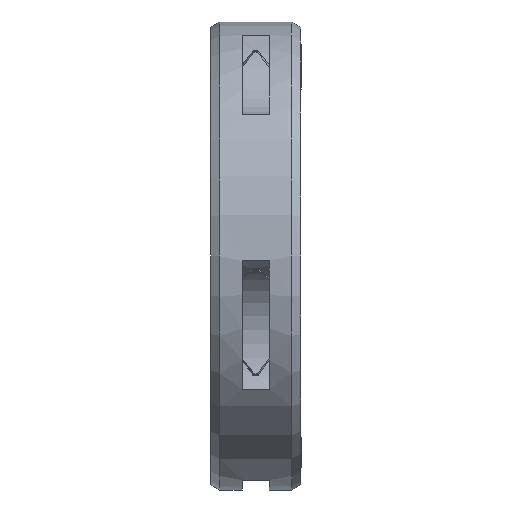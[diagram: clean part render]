
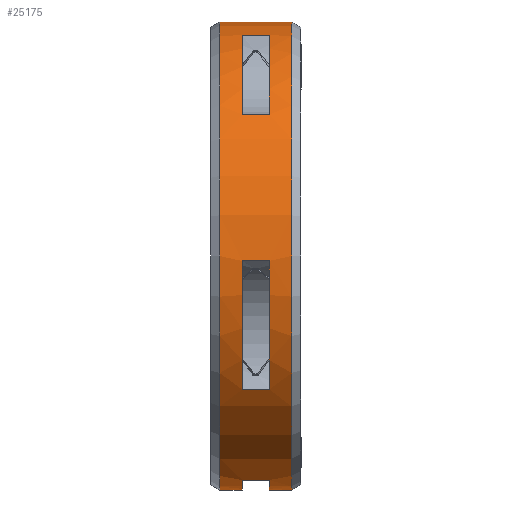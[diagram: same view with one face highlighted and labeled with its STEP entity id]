
A CAD part, left-side view. The second image highlights one B-rep face of the part: STEP entity #25175.
In plain terms, the highlighted cylindrical face has radius 26 mm (diameter 52 mm), a partial arc.
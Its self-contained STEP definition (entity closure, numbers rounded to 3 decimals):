
#23812=CARTESIAN_POINT('',(0.,-1.5,0.));
#23813=DIRECTION('',(0.,-1.,0.));
#23814=DIRECTION('',(-0.289,0.,-0.957));
#23815=AXIS2_PLACEMENT_3D('',#23812,#23813,#23814);
#23820=DIRECTION('',(0.,-1.,0.));
#23821=VECTOR('',#23820,3.);
#23822=CARTESIAN_POINT('',(-7.506,1.5,-24.893));
#23823=LINE('',#23822,#23821);
#23827=CARTESIAN_POINT('',(0.,1.5,0.));
#23828=DIRECTION('',(0.,-1.,0.));
#23829=DIRECTION('',(-0.289,0.,-0.957));
#23830=AXIS2_PLACEMENT_3D('',#23827,#23828,#23829);
#23835=DIRECTION('',(0.,1.,0.));
#23836=VECTOR('',#23835,2.5);
#23837=CARTESIAN_POINT('',(0.,1.5,-26.));
#23838=LINE('',#23837,#23836);
#23842=DIRECTION('',(0.,1.,0.));
#23843=VECTOR('',#23842,8.);
#23844=CARTESIAN_POINT('',(0.,-4.,26.));
#23845=LINE('',#23844,#23843);
#23849=CARTESIAN_POINT('',(0.,-4.,0.));
#23850=DIRECTION('',(0.,1.,0.));
#23851=DIRECTION('',(0.,0.,-1.));
#23852=AXIS2_PLACEMENT_3D('',#23849,#23850,#23851);
#23857=DIRECTION('',(0.,1.,0.));
#23858=VECTOR('',#23857,2.5);
#23859=CARTESIAN_POINT('',(0.,-4.,-26.));
#23860=LINE('',#23859,#23858);
#23864=CARTESIAN_POINT('',(0.,-1.5,0.));
#23865=DIRECTION('',(0.,-1.,0.));
#23866=DIRECTION('',(-0.329,0.,0.944));
#23867=AXIS2_PLACEMENT_3D('',#23864,#23865,#23866);
#23872=DIRECTION('',(0.,-1.,0.));
#23873=VECTOR('',#23872,3.);
#23874=CARTESIAN_POINT('',(-8.559,1.5,24.551));
#23875=LINE('',#23874,#23873);
#23879=CARTESIAN_POINT('',(0.,1.5,0.));
#23880=DIRECTION('',(0.,-1.,0.));
#23881=DIRECTION('',(-0.329,0.,0.944));
#23882=AXIS2_PLACEMENT_3D('',#23879,#23880,#23881);
#23887=DIRECTION('',(0.,-1.,0.));
#23888=VECTOR('',#23887,3.);
#23889=CARTESIAN_POINT('',(-20.704,1.5,15.727));
#23890=LINE('',#23889,#23888);
#23894=CARTESIAN_POINT('',(0.,-1.5,0.));
#23895=DIRECTION('',(0.,-1.,0.));
#23896=DIRECTION('',(-1.,0.,-0.021));
#23897=AXIS2_PLACEMENT_3D('',#23894,#23895,#23896);
#23902=DIRECTION('',(0.,-1.,0.));
#23903=VECTOR('',#23902,3.);
#23904=CARTESIAN_POINT('',(-25.994,1.5,-0.553));
#23905=LINE('',#23904,#23903);
#23909=CARTESIAN_POINT('',(0.,1.5,0.));
#23910=DIRECTION('',(0.,-1.,0.));
#23911=DIRECTION('',(-1.,0.,-0.021));
#23912=AXIS2_PLACEMENT_3D('',#23909,#23910,#23911);
#23917=DIRECTION('',(0.,-1.,0.));
#23918=VECTOR('',#23917,3.);
#23919=CARTESIAN_POINT('',(-21.355,1.5,-14.831));
#23920=LINE('',#23919,#23918);
#24238=CARTESIAN_POINT('',(0.,4.,0.));
#24239=DIRECTION('',(0.,1.,0.));
#24240=DIRECTION('',(0.,0.,-1.));
#24241=AXIS2_PLACEMENT_3D('',#24238,#24239,#24240);
#24461=CARTESIAN_POINT('',(0.,-4.,-26.));
#24463=VERTEX_POINT('',#24461);
#24464=CARTESIAN_POINT('',(0.,4.,-26.));
#24466=VERTEX_POINT('',#24464);
#24493=CARTESIAN_POINT('',(0.,-4.,26.));
#24495=VERTEX_POINT('',#24493);
#24496=CARTESIAN_POINT('',(0.,4.,26.));
#24497=VERTEX_POINT('',#24496);
#24510=CARTESIAN_POINT('',(0.,-1.5,-26.));
#24512=VERTEX_POINT('',#24510);
#24514=CARTESIAN_POINT('',(0.,1.5,-26.));
#24516=VERTEX_POINT('',#24514);
#24524=CARTESIAN_POINT('',(-7.506,-1.5,-24.893));
#24525=VERTEX_POINT('',#24524);
#24526=CARTESIAN_POINT('',(-7.506,1.5,-24.893));
#24527=VERTEX_POINT('',#24526);
#24580=CARTESIAN_POINT('',(-8.559,-1.5,24.551));
#24581=CARTESIAN_POINT('',(-20.704,-1.5,15.727));
#24582=VERTEX_POINT('',#24580);
#24583=VERTEX_POINT('',#24581);
#24584=CARTESIAN_POINT('',(-8.559,1.5,24.551));
#24585=CARTESIAN_POINT('',(-20.704,1.5,15.727));
#24586=VERTEX_POINT('',#24584);
#24587=VERTEX_POINT('',#24585);
#24600=CARTESIAN_POINT('',(-25.994,-1.5,-0.553));
#24601=CARTESIAN_POINT('',(-21.355,-1.5,-14.831));
#24602=VERTEX_POINT('',#24600);
#24603=VERTEX_POINT('',#24601);
#24604=CARTESIAN_POINT('',(-25.994,1.5,-0.553));
#24605=CARTESIAN_POINT('',(-21.355,1.5,-14.831));
#24606=VERTEX_POINT('',#24604);
#24607=VERTEX_POINT('',#24605);
#25139=CARTESIAN_POINT('',(0.,27.093,0.));
#25140=DIRECTION('',(0.,-1.,0.));
#25141=DIRECTION('',(0.,0.,1.));
#25142=AXIS2_PLACEMENT_3D('',#25139,#25140,#25141);
#25143=CYLINDRICAL_SURFACE('',#25142,26.);
#25144=ORIENTED_EDGE('',*,*,#25017,.F.);
#25146=ORIENTED_EDGE('',*,*,#25145,.F.);
#25148=ORIENTED_EDGE('',*,*,#25147,.T.);
#25149=ORIENTED_EDGE('',*,*,#24978,.T.);
#25151=ORIENTED_EDGE('',*,*,#25150,.T.);
#25152=ORIENTED_EDGE('',*,*,#24974,.F.);
#25154=ORIENTED_EDGE('',*,*,#25153,.F.);
#25155=ORIENTED_EDGE('',*,*,#24970,.T.);
#25156=EDGE_LOOP('',(#25144,#25146,#25148,#25149,#25151,#25152,#25154,#25155));
#25157=FACE_OUTER_BOUND('',#25156,.F.);
#25159=ORIENTED_EDGE('',*,*,#25158,.F.);
#25161=ORIENTED_EDGE('',*,*,#25160,.F.);
#25163=ORIENTED_EDGE('',*,*,#25162,.T.);
#25165=ORIENTED_EDGE('',*,*,#25164,.T.);
#25166=EDGE_LOOP('',(#25159,#25161,#25163,#25165));
#25167=FACE_BOUND('',#25166,.F.);
#25168=ORIENTED_EDGE('',*,*,#25077,.F.);
#25169=ORIENTED_EDGE('',*,*,#25125,.F.);
#25171=ORIENTED_EDGE('',*,*,#25170,.T.);
#25172=ORIENTED_EDGE('',*,*,#25099,.T.);
#25173=EDGE_LOOP('',(#25168,#25169,#25171,#25172));
#25174=FACE_BOUND('',#25173,.F.);
#23816=CIRCLE('',#23815,26.);
#23831=CIRCLE('',#23830,26.);
#23853=CIRCLE('',#23852,26.);
#23868=CIRCLE('',#23867,26.);
#23883=CIRCLE('',#23882,26.);
#23898=CIRCLE('',#23897,26.);
#23913=CIRCLE('',#23912,26.);
#24242=CIRCLE('',#24241,26.);
#24970=EDGE_CURVE('',#24463,#24512,#23860,.T.);
#24974=EDGE_CURVE('',#24495,#24497,#23845,.T.);
#24978=EDGE_CURVE('',#24516,#24466,#23838,.T.);
#25017=EDGE_CURVE('',#24525,#24512,#23816,.T.);
#25077=EDGE_CURVE('',#24602,#24603,#23898,.T.);
#25099=EDGE_CURVE('',#24607,#24603,#23920,.T.);
#25125=EDGE_CURVE('',#24606,#24602,#23905,.T.);
#25145=EDGE_CURVE('',#24527,#24525,#23823,.T.);
#25147=EDGE_CURVE('',#24527,#24516,#23831,.T.);
#25150=EDGE_CURVE('',#24466,#24497,#24242,.T.);
#25153=EDGE_CURVE('',#24463,#24495,#23853,.T.);
#25158=EDGE_CURVE('',#24582,#24583,#23868,.T.);
#25160=EDGE_CURVE('',#24586,#24582,#23875,.T.);
#25162=EDGE_CURVE('',#24586,#24587,#23883,.T.);
#25164=EDGE_CURVE('',#24587,#24583,#23890,.T.);
#25170=EDGE_CURVE('',#24606,#24607,#23913,.T.);
#25175=ADVANCED_FACE('',(#25157,#25167,#25174),#25143,.T.);
